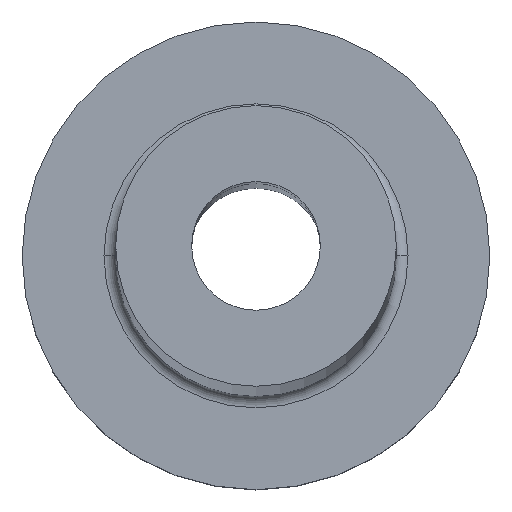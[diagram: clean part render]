
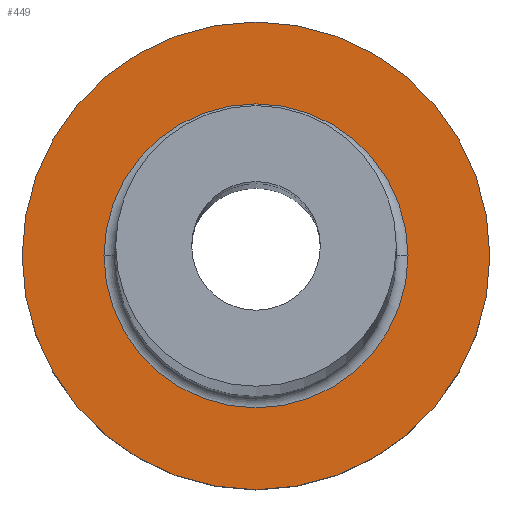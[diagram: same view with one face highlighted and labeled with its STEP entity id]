
A CAD part, top view. The second image highlights one B-rep face of the part: STEP entity #449.
In plain terms, the highlighted planar face has unit normal (0, 0, 1).
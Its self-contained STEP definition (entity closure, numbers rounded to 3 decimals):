
#6 = FACE_BOUND ( 'NONE', #27, .T. ) ;
#7 = VERTEX_POINT ( 'NONE', #303 ) ;
#9 = EDGE_CURVE ( 'NONE', #219, #38, #73, .T. ) ;
#19 = ORIENTED_EDGE ( 'NONE', *, *, #345, .T. ) ;
#25 = CARTESIAN_POINT ( 'NONE',  ( -10., 0., 7. ) ) ;
#27 = EDGE_LOOP ( 'NONE', ( #84, #19 ) ) ;
#28 = CIRCLE ( 'NONE', #353, 6.5 ) ;
#33 = CARTESIAN_POINT ( 'NONE',  ( 0., 0., 7. ) ) ;
#38 = VERTEX_POINT ( 'NONE', #257 ) ;
#73 = CIRCLE ( 'NONE', #329, 10. ) ;
#75 = DIRECTION ( 'NONE',  ( 0., 0., -1. ) ) ;
#79 = ORIENTED_EDGE ( 'NONE', *, *, #147, .T. ) ;
#84 = ORIENTED_EDGE ( 'NONE', *, *, #248, .T. ) ;
#104 = CIRCLE ( 'NONE', #440, 6.5 ) ;
#115 = DIRECTION ( 'NONE',  ( 0., 0., 1. ) ) ;
#132 = ORIENTED_EDGE ( 'NONE', *, *, #9, .T. ) ;
#134 = DIRECTION ( 'NONE',  ( 1., 0., 0. ) ) ;
#135 = DIRECTION ( 'NONE',  ( 0., 0., 1. ) ) ;
#147 = EDGE_CURVE ( 'NONE', #38, #219, #356, .T. ) ;
#148 = EDGE_LOOP ( 'NONE', ( #132, #79 ) ) ;
#161 = AXIS2_PLACEMENT_3D ( 'NONE', #311, #135, #170 ) ;
#170 = DIRECTION ( 'NONE',  ( 1., 0., 0. ) ) ;
#177 = AXIS2_PLACEMENT_3D ( 'NONE', #395, #115, #254 ) ;
#219 = VERTEX_POINT ( 'NONE', #25 ) ;
#248 = EDGE_CURVE ( 'NONE', #308, #7, #28, .T. ) ;
#254 = DIRECTION ( 'NONE',  ( 1., 0., 0. ) ) ;
#257 = CARTESIAN_POINT ( 'NONE',  ( 10., 0., 7. ) ) ;
#264 = DIRECTION ( 'NONE',  ( 1., 0., 0. ) ) ;
#291 = FACE_OUTER_BOUND ( 'NONE', #148, .T. ) ;
#303 = CARTESIAN_POINT ( 'NONE',  ( -6.5, 0., 7. ) ) ;
#306 = DIRECTION ( 'NONE',  ( 0., 0., 1. ) ) ;
#308 = VERTEX_POINT ( 'NONE', #438 ) ;
#311 = CARTESIAN_POINT ( 'NONE',  ( 0., 0., 7. ) ) ;
#312 = DIRECTION ( 'NONE',  ( 1., 0., 0. ) ) ;
#322 = CARTESIAN_POINT ( 'NONE',  ( 0., 0., 7. ) ) ;
#329 = AXIS2_PLACEMENT_3D ( 'NONE', #370, #306, #264 ) ;
#345 = EDGE_CURVE ( 'NONE', #7, #308, #104, .T. ) ;
#353 = AXIS2_PLACEMENT_3D ( 'NONE', #33, #458, #312 ) ;
#356 = CIRCLE ( 'NONE', #161, 10. ) ;
#370 = CARTESIAN_POINT ( 'NONE',  ( 0., 0., 7. ) ) ;
#395 = CARTESIAN_POINT ( 'NONE',  ( 0., 0., 7. ) ) ;
#428 = PLANE ( 'NONE',  #177 ) ;
#438 = CARTESIAN_POINT ( 'NONE',  ( 6.5, 0., 7. ) ) ;
#440 = AXIS2_PLACEMENT_3D ( 'NONE', #322, #75, #134 ) ;
#449 = ADVANCED_FACE ( 'NONE', ( #6, #291 ), #428, .T. ) ;
#458 = DIRECTION ( 'NONE',  ( 0., 0., -1. ) ) ;
